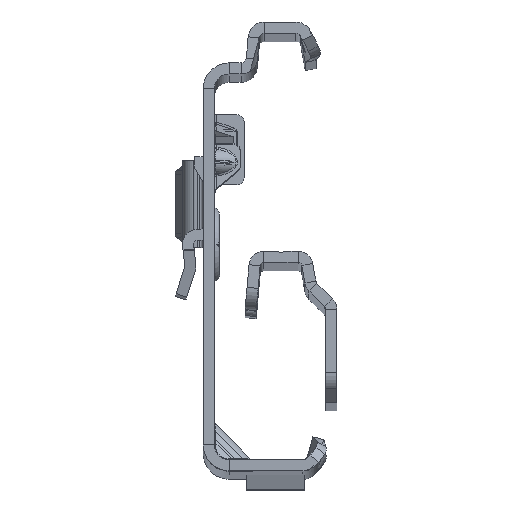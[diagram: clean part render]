
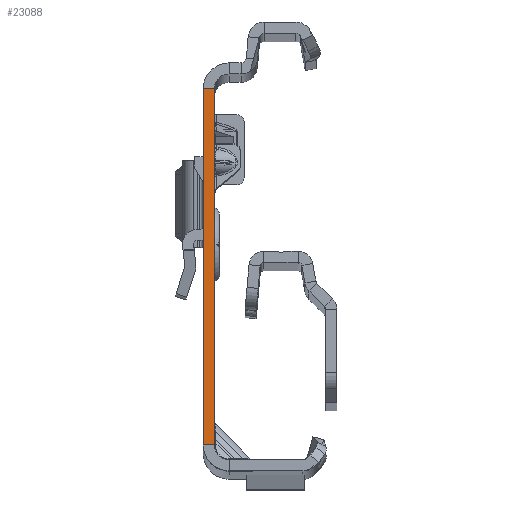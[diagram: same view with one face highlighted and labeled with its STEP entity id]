
A CAD part, top view. The second image highlights one B-rep face of the part: STEP entity #23088.
In plain terms, the highlighted planar face has unit normal (0, 0, 1).
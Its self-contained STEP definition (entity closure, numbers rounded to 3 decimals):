
#505 = ORIENTED_EDGE ( 'NONE', *, *, #25569, .F. ) ;
#2008 = DIRECTION ( 'NONE',  ( 0., -1., 0. ) ) ;
#7253 = DIRECTION ( 'NONE',  ( 1., 0., 0. ) ) ;
#9830 = CARTESIAN_POINT ( 'NONE',  ( -1.5, -27.865, 0. ) ) ;
#11552 = VERTEX_POINT ( 'NONE', #26572 ) ;
#15650 = ORIENTED_EDGE ( 'NONE', *, *, #21944, .T. ) ;
#17610 = CARTESIAN_POINT ( 'NONE',  ( -1.5, -25.865, 0. ) ) ;
#18476 = LINE ( 'NONE', #9830, #50970 ) ;
#19409 = EDGE_CURVE ( 'NONE', #11552, #33464, #18476, .T. ) ;
#20182 = ORIENTED_EDGE ( 'NONE', *, *, #48060, .F. ) ;
#20355 = FACE_OUTER_BOUND ( 'NONE', #45936, .T. ) ;
#20510 = CARTESIAN_POINT ( 'NONE',  ( 0., -25.865, 0. ) ) ;
#21944 = EDGE_CURVE ( 'NONE', #26347, #11552, #31907, .T. ) ;
#23088 = ADVANCED_FACE ( 'NONE', ( #20355 ), #41364, .T. ) ;
#24426 = LINE ( 'NONE', #25244, #33088 ) ;
#25244 = CARTESIAN_POINT ( 'NONE',  ( 0., -27.865, 0. ) ) ;
#25569 = EDGE_CURVE ( 'NONE', #39159, #33464, #47336, .T. ) ;
#26347 = VERTEX_POINT ( 'NONE', #49162 ) ;
#26572 = CARTESIAN_POINT ( 'NONE',  ( -1.5, 22.135, 0. ) ) ;
#27710 = DIRECTION ( 'NONE',  ( -1., 0., 0. ) ) ;
#29989 = CARTESIAN_POINT ( 'NONE',  ( 0., -25.865, 0. ) ) ;
#30968 = VECTOR ( 'NONE', #55181, 1000. ) ;
#31907 = LINE ( 'NONE', #36632, #31962 ) ;
#31962 = VECTOR ( 'NONE', #27710, 1000. ) ;
#33088 = VECTOR ( 'NONE', #45673, 1000. ) ;
#33464 = VERTEX_POINT ( 'NONE', #17610 ) ;
#33491 = CARTESIAN_POINT ( 'NONE',  ( -1.5, -27.865, 0. ) ) ;
#33763 = DIRECTION ( 'NONE',  ( 0., 0., 1. ) ) ;
#34958 = ORIENTED_EDGE ( 'NONE', *, *, #19409, .T. ) ;
#36632 = CARTESIAN_POINT ( 'NONE',  ( 0., 22.135, 0. ) ) ;
#39159 = VERTEX_POINT ( 'NONE', #20510 ) ;
#41364 = PLANE ( 'NONE',  #51880 ) ;
#45673 = DIRECTION ( 'NONE',  ( 0., -1., 0. ) ) ;
#45936 = EDGE_LOOP ( 'NONE', ( #20182, #15650, #34958, #505 ) ) ;
#47336 = LINE ( 'NONE', #29989, #30968 ) ;
#48060 = EDGE_CURVE ( 'NONE', #26347, #39159, #24426, .T. ) ;
#49162 = CARTESIAN_POINT ( 'NONE',  ( 0., 22.135, 0. ) ) ;
#50970 = VECTOR ( 'NONE', #2008, 1000. ) ;
#51880 = AXIS2_PLACEMENT_3D ( 'NONE', #33491, #33763, #7253 ) ;
#55181 = DIRECTION ( 'NONE',  ( -1., 0., 0. ) ) ;
